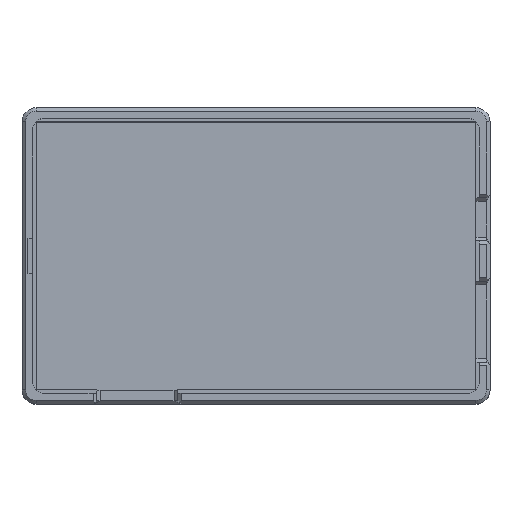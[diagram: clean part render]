
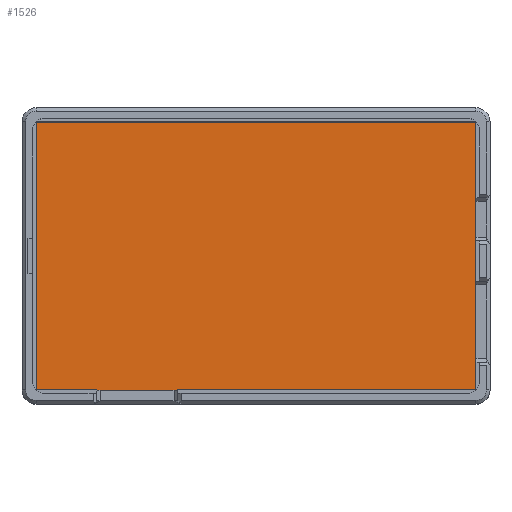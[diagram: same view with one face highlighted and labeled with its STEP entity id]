
A CAD part, top view. The second image highlights one B-rep face of the part: STEP entity #1526.
In plain terms, the highlighted planar face has unit normal (0, 0, 1).
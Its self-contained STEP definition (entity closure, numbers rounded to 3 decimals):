
#128=FACE_OUTER_BOUND('',#210,.T.);
#210=EDGE_LOOP('',(#1371,#1372,#1373,#1374));
#390=LINE('',#2432,#584);
#401=LINE('',#2454,#595);
#402=LINE('',#2457,#596);
#404=LINE('',#2460,#598);
#584=VECTOR('',#1994,10.);
#595=VECTOR('',#2021,10.);
#596=VECTOR('',#2024,10.);
#598=VECTOR('',#2028,10.);
#727=VERTEX_POINT('',#2429);
#728=VERTEX_POINT('',#2431);
#731=VERTEX_POINT('',#2452);
#732=VERTEX_POINT('',#2456);
#932=EDGE_CURVE('',#727,#728,#390,.T.);
#943=EDGE_CURVE('',#731,#727,#401,.T.);
#944=EDGE_CURVE('',#728,#732,#402,.T.);
#946=EDGE_CURVE('',#732,#731,#404,.T.);
#1371=ORIENTED_EDGE('',*,*,#946,.F.);
#1372=ORIENTED_EDGE('',*,*,#944,.F.);
#1373=ORIENTED_EDGE('',*,*,#932,.F.);
#1374=ORIENTED_EDGE('',*,*,#943,.F.);
#1444=PLANE('',#1630);
#1526=ADVANCED_FACE('',(#128),#1444,.F.);
#1630=AXIS2_PLACEMENT_3D('',#2461,#2029,#2030);
#1994=DIRECTION('',(-1.,0.,0.));
#2021=DIRECTION('',(0.,-1.,0.));
#2024=DIRECTION('',(0.,1.,0.));
#2028=DIRECTION('',(1.,0.,0.));
#2029=DIRECTION('center_axis',(0.,0.,-1.));
#2030=DIRECTION('ref_axis',(-1.,0.,0.));
#2429=CARTESIAN_POINT('',(134.45,-19.05,1.6));
#2431=CARTESIAN_POINT('',(71.95,-19.05,1.6));
#2432=CARTESIAN_POINT('',(134.45,-19.05,1.6));
#2452=CARTESIAN_POINT('',(134.45,19.05,1.6));
#2454=CARTESIAN_POINT('',(134.45,19.05,1.6));
#2456=CARTESIAN_POINT('',(71.95,19.05,1.6));
#2457=CARTESIAN_POINT('',(71.95,-19.05,1.6));
#2460=CARTESIAN_POINT('',(71.95,19.05,1.6));
#2461=CARTESIAN_POINT('Origin',(103.2,0.,1.6));
